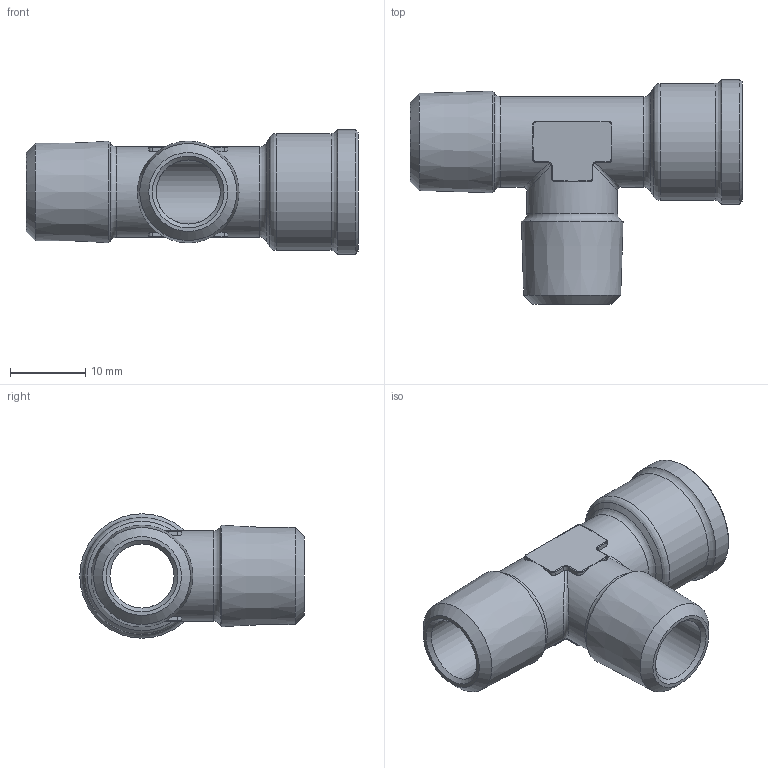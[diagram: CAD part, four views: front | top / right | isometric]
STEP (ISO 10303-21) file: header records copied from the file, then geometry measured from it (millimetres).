
FILE_DESCRIPTION(( 'RAL.47.14.14.stp' ), '1');
FILE_NAME( 'RAL.47.14.14.stp', '2021-02-22T10:32:20',( 'Sopra'),('sopra-pneumatic.com'), 'SwSTEP 2.0','SolidWorks 2009','' );
FILE_SCHEMA( ( 'CONFIG_CONTROL_DESIGN' ) );
Length unit declared in the file: millimetre
Products named in the file (1): NONE
Bounding box: 44 x 29.75 x 16.5 mm (x, y, z)
Volume: 4192.7 mm3; surface area: 4390.7 mm2
Topology: 1 solids, 1 shells, 119 faces, 295 edges, 165 vertices
Faces by surface type: cylinder 45, plane 27, torus 21, bspline 14, cone 12
Full cylindrical faces by diameter (mm): 8.5 x2, 11.6 x1, 12 x2, 15.5 x1, 16.5 x1
Entity records: 3818 total; most frequent: CARTESIAN_POINT 1206, DIRECTION 550, ORIENTED_EDGE 508, EDGE_CURVE 254, AXIS2_PLACEMENT_3D 232, VERTEX_POINT 162, EDGE_LOOP 148, FACE_OUTER_BOUND 131
